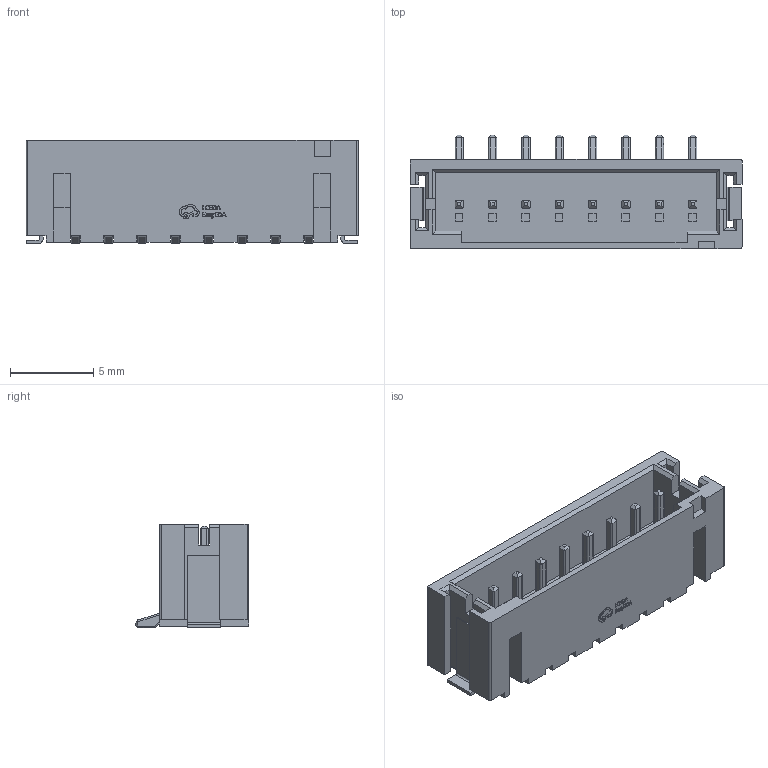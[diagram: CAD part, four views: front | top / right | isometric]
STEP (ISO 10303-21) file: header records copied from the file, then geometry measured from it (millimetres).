
FILE_DESCRIPTION (( 'STEP AP214' ), '1' );
FILE_NAME ('CONN-SMD_8P-P2.00_HCTL_HC-PH-8ALT.step', '2022-07-29T14:44:38', ( '' ), ( '' ), 'SwSTEP 2.0', 'SolidWorks 2020', '' );
FILE_SCHEMA (( 'AUTOMOTIVE_DESIGN' ));
Length unit declared in the file: millimetre
Products named in the file (1): CONN-SMD_8P-P2.00_HCTL_HC-PH-8ALT
Bounding box: 19.9 x 6.8 x 6.2 mm (x, y, z)
Volume: 338.4 mm3; surface area: 851.3 mm2
Topology: 14 solids, 14 shells, 708 faces, 1952 edges, 1290 vertices
Faces by surface type: plane 498, bspline 114, cylinder 96
Entity records: 30957 total; most frequent: CARTESIAN_POINT 6841, ORIENTED_EDGE 3904, DIRECTION 2798, EDGE_CURVE 1952, VECTOR 1480, LINE 1480, VERTEX_POINT 1290, EDGE_LOOP 742
